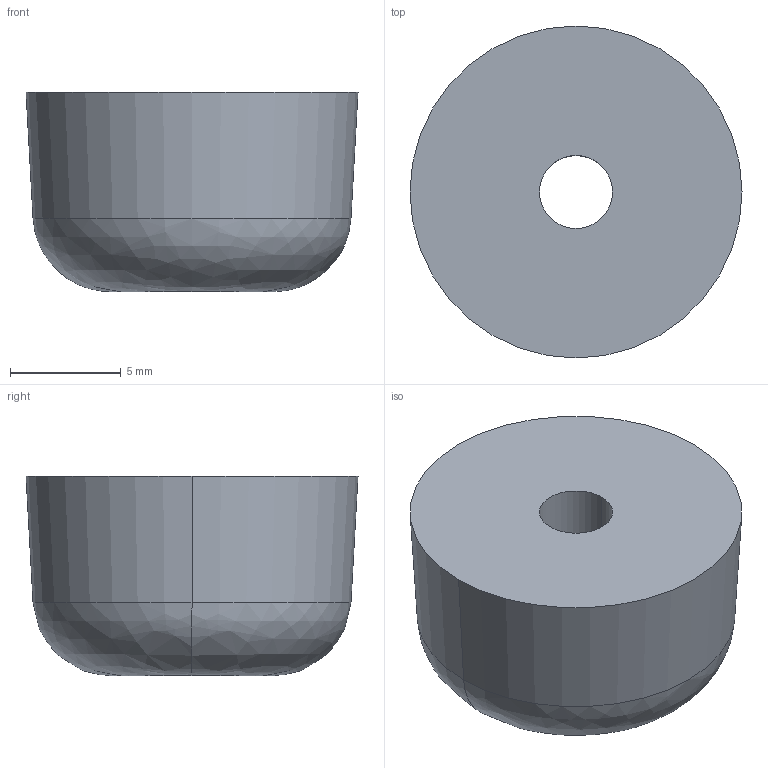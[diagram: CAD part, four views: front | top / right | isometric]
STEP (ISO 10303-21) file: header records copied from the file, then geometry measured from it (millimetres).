
FILE_DESCRIPTION( (''), '2;1');
FILE_NAME ('PC009.17420.TM_TP_150_25898.stp','2024-07-04T10:51:45',(''),(''),'spGate 19.8.4 (****-****-****-****)','','');
FILE_SCHEMA (('AUTOMOTIVE_DESIGN'));
Length unit declared in the file: millimetre
Bounding box: 15 x 15 x 9 mm (x, y, z)
Volume: 1241.7 mm3; surface area: 789 mm2
Topology: 1 solids, 1 shells, 11 faces, 22 edges, 14 vertices
Faces by surface type: cylinder 4, bspline 4, plane 3
Entity records: 551 total; most frequent: CARTESIAN_POINT 125, ORIENTED_EDGE 44, DIRECTION 42, COLOUR_RGB 34, PRESENTATION_STYLE_ASSIGNMENT 34, STYLED_ITEM 34, EDGE_CURVE 22, DRAUGHTING_PRE_DEFINED_CURVE_FONT 22
